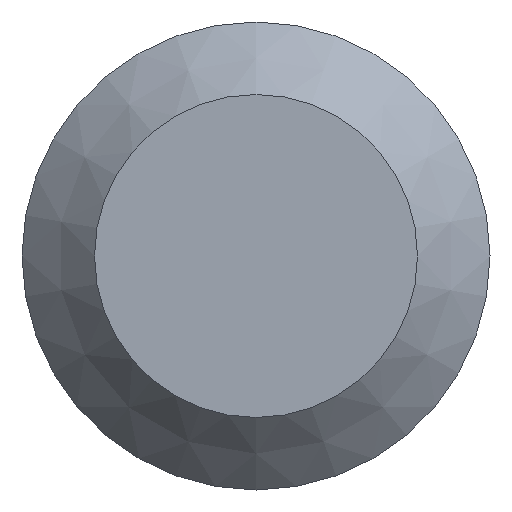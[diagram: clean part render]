
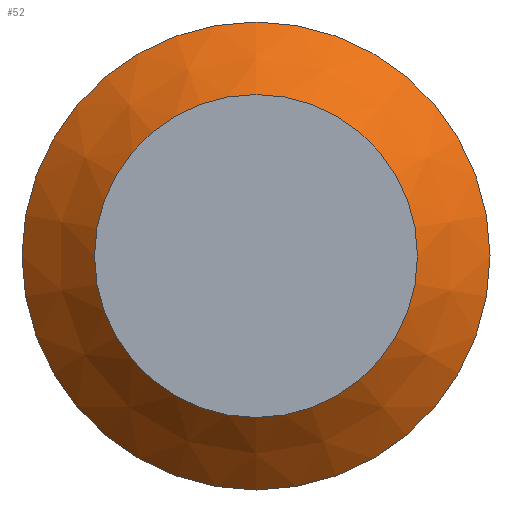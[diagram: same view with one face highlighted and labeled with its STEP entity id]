
A CAD part, left-side view. The second image highlights one B-rep face of the part: STEP entity #52.
In plain terms, the highlighted conical face has half-angle 45 degrees and reference radius 6.9 mm.
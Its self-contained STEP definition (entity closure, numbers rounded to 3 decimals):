
#52 = ADVANCED_FACE( '', ( #105, #106 ), #107, .T. );
#105 = FACE_OUTER_BOUND( '', #150, .T. );
#106 = FACE_BOUND( '', #151, .T. );
#107 = CONICAL_SURFACE( '', #152, 6.9, 0.785 );
#150 = EDGE_LOOP( '', ( #207 ) );
#151 = EDGE_LOOP( '', ( #208 ) );
#152 = AXIS2_PLACEMENT_3D( '', #209, #210, #211 );
#207 = ORIENTED_EDGE( '', *, *, #229, .F. );
#208 = ORIENTED_EDGE( '', *, *, #227, .T. );
#209 = CARTESIAN_POINT( '', ( 0., 0., 0. ) );
#210 = DIRECTION( '', ( 1., 0., 0. ) );
#211 = DIRECTION( '', ( 0., 0., -1. ) );
#227 = EDGE_CURVE( '', #253, #253, #254, .T. );
#229 = EDGE_CURVE( '', #256, #256, #257, .T. );
#253 = VERTEX_POINT( '', #281 );
#254 = CIRCLE( '', #282, 6.9 );
#256 = VERTEX_POINT( '', #284 );
#257 = CIRCLE( '', #285, 10. );
#281 = CARTESIAN_POINT( '', ( 0., 0., -6.9 ) );
#282 = AXIS2_PLACEMENT_3D( '', #308, #309, #310 );
#284 = CARTESIAN_POINT( '', ( 3.1, 0., -10. ) );
#285 = AXIS2_PLACEMENT_3D( '', #311, #312, #313 );
#308 = CARTESIAN_POINT( '', ( 0., 0., 0. ) );
#309 = DIRECTION( '', ( 1., 0., 0. ) );
#310 = DIRECTION( '', ( 0., 0., -1. ) );
#311 = CARTESIAN_POINT( '', ( 3.1, 0., 0. ) );
#312 = DIRECTION( '', ( 1., 0., 0. ) );
#313 = DIRECTION( '', ( 0., 0., -1. ) );
